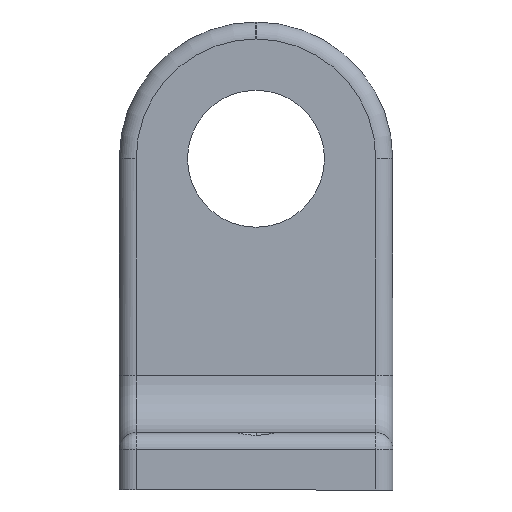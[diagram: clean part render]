
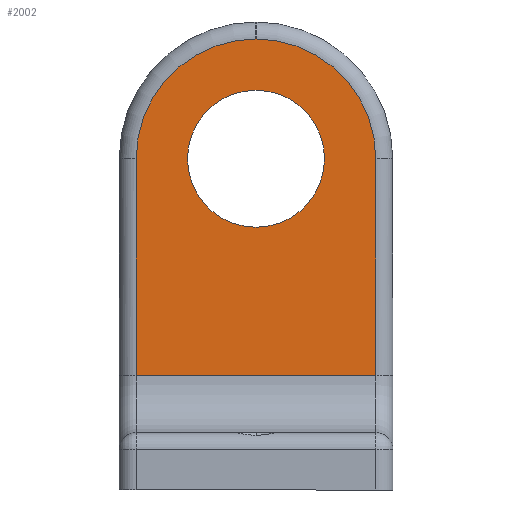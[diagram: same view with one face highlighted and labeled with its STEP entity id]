
A CAD part, left-side view. The second image highlights one B-rep face of the part: STEP entity #2002.
In plain terms, the highlighted planar face has unit normal (-1, 0, 0).
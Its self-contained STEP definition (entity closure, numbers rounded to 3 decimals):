
#150 = ORIENTED_EDGE ( 'NONE', *, *, #2092, .T. ) ;
#160 = ORIENTED_EDGE ( 'NONE', *, *, #533, .T. ) ;
#162 = PLANE ( 'NONE',  #1653 ) ;
#200 = CARTESIAN_POINT ( 'NONE',  ( 0., 20.9, -37.8 ) ) ;
#236 = VERTEX_POINT ( 'NONE', #1147 ) ;
#289 = DIRECTION ( 'NONE',  ( 0., 0., -1. ) ) ;
#301 = EDGE_CURVE ( 'NONE', #1055, #1930, #1005, .T. ) ;
#321 = DIRECTION ( 'NONE',  ( 0., -1., 0. ) ) ;
#325 = DIRECTION ( 'NONE',  ( 0., 0., 1. ) ) ;
#329 = VECTOR ( 'NONE', #456, 1000. ) ;
#374 = AXIS2_PLACEMENT_3D ( 'NONE', #1105, #782, #590 ) ;
#400 = AXIS2_PLACEMENT_3D ( 'NONE', #1275, #435, #1286 ) ;
#435 = DIRECTION ( 'NONE',  ( 1., 0., 0. ) ) ;
#450 = ORIENTED_EDGE ( 'NONE', *, *, #660, .T. ) ;
#454 = LINE ( 'NONE', #1809, #605 ) ;
#456 = DIRECTION ( 'NONE',  ( 0., 0., -1. ) ) ;
#477 = CIRCLE ( 'NONE', #970, 20.89 ) ;
#533 = EDGE_CURVE ( 'NONE', #2235, #236, #982, .T. ) ;
#535 = ORIENTED_EDGE ( 'NONE', *, *, #1133, .T. ) ;
#552 = CARTESIAN_POINT ( 'NONE',  ( 0., -20.9, 0.01 ) ) ;
#577 = ORIENTED_EDGE ( 'NONE', *, *, #816, .T. ) ;
#590 = DIRECTION ( 'NONE',  ( 0., 0., -1. ) ) ;
#605 = VECTOR ( 'NONE', #1831, 1000. ) ;
#636 = DIRECTION ( 'NONE',  ( -1., 0., 0. ) ) ;
#660 = EDGE_CURVE ( 'NONE', #1654, #1876, #454, .T. ) ;
#662 = CARTESIAN_POINT ( 'NONE',  ( 0., -0.01, -37.8 ) ) ;
#676 = EDGE_CURVE ( 'NONE', #1876, #1055, #1301, .T. ) ;
#713 = LINE ( 'NONE', #552, #921 ) ;
#728 = CARTESIAN_POINT ( 'NONE',  ( 0., -0.01, 0.01 ) ) ;
#782 = DIRECTION ( 'NONE',  ( 1., 0., 0. ) ) ;
#808 = EDGE_LOOP ( 'NONE', ( #160, #1201 ) ) ;
#816 = EDGE_CURVE ( 'NONE', #1617, #1515, #713, .T. ) ;
#847 = CARTESIAN_POINT ( 'NONE',  ( 0., 20.9, 0.01 ) ) ;
#863 = CARTESIAN_POINT ( 'NONE',  ( 0., -0.01, 0.01 ) ) ;
#921 = VECTOR ( 'NONE', #325, 1000. ) ;
#970 = AXIS2_PLACEMENT_3D ( 'NONE', #728, #2076, #1584 ) ;
#982 = CIRCLE ( 'NONE', #374, 11.95 ) ;
#1005 = LINE ( 'NONE', #847, #329 ) ;
#1007 = VECTOR ( 'NONE', #321, 1000. ) ;
#1034 = CARTESIAN_POINT ( 'NONE',  ( 0., -20.9, 0.01 ) ) ;
#1048 = EDGE_CURVE ( 'NONE', #236, #2235, #1352, .T. ) ;
#1055 = VERTEX_POINT ( 'NONE', #1826 ) ;
#1105 = CARTESIAN_POINT ( 'NONE',  ( 0., 0., 0. ) ) ;
#1133 = EDGE_CURVE ( 'NONE', #1515, #1654, #477, .T. ) ;
#1147 = CARTESIAN_POINT ( 'NONE',  ( 0., 0., -11.95 ) ) ;
#1199 = DIRECTION ( 'NONE',  ( 1., 0., 0. ) ) ;
#1201 = ORIENTED_EDGE ( 'NONE', *, *, #1048, .T. ) ;
#1275 = CARTESIAN_POINT ( 'NONE',  ( 0., 0., 0. ) ) ;
#1286 = DIRECTION ( 'NONE',  ( 0., 0., -1. ) ) ;
#1301 = CIRCLE ( 'NONE', #2139, 20.89 ) ;
#1352 = CIRCLE ( 'NONE', #400, 11.95 ) ;
#1374 = CARTESIAN_POINT ( 'NONE',  ( 0., 0., 11.95 ) ) ;
#1408 = CARTESIAN_POINT ( 'NONE',  ( 0., -20.9, -37.8 ) ) ;
#1505 = CARTESIAN_POINT ( 'NONE',  ( 0., 0.01, 0.01 ) ) ;
#1515 = VERTEX_POINT ( 'NONE', #1034 ) ;
#1527 = CARTESIAN_POINT ( 'NONE',  ( 0., 0.01, 20.9 ) ) ;
#1584 = DIRECTION ( 'NONE',  ( 0., 0., -1. ) ) ;
#1617 = VERTEX_POINT ( 'NONE', #1408 ) ;
#1653 = AXIS2_PLACEMENT_3D ( 'NONE', #863, #1199, #1892 ) ;
#1654 = VERTEX_POINT ( 'NONE', #1975 ) ;
#1708 = FACE_BOUND ( 'NONE', #808, .T. ) ;
#1779 = ORIENTED_EDGE ( 'NONE', *, *, #676, .T. ) ;
#1809 = CARTESIAN_POINT ( 'NONE',  ( 0., -0.01, 20.9 ) ) ;
#1826 = CARTESIAN_POINT ( 'NONE',  ( 0., 20.9, 0.01 ) ) ;
#1831 = DIRECTION ( 'NONE',  ( 0., 1., 0. ) ) ;
#1876 = VERTEX_POINT ( 'NONE', #1527 ) ;
#1892 = DIRECTION ( 'NONE',  ( 0., 0., -1. ) ) ;
#1930 = VERTEX_POINT ( 'NONE', #200 ) ;
#1975 = CARTESIAN_POINT ( 'NONE',  ( 0., -0.01, 20.9 ) ) ;
#1993 = LINE ( 'NONE', #662, #1007 ) ;
#2002 = ADVANCED_FACE ( 'NONE', ( #2218, #1708 ), #162, .F. ) ;
#2076 = DIRECTION ( 'NONE',  ( -1., 0., 0. ) ) ;
#2092 = EDGE_CURVE ( 'NONE', #1930, #1617, #1993, .T. ) ;
#2117 = EDGE_LOOP ( 'NONE', ( #1779, #2130, #150, #577, #535, #450 ) ) ;
#2130 = ORIENTED_EDGE ( 'NONE', *, *, #301, .T. ) ;
#2139 = AXIS2_PLACEMENT_3D ( 'NONE', #1505, #636, #289 ) ;
#2218 = FACE_OUTER_BOUND ( 'NONE', #2117, .T. ) ;
#2235 = VERTEX_POINT ( 'NONE', #1374 ) ;
